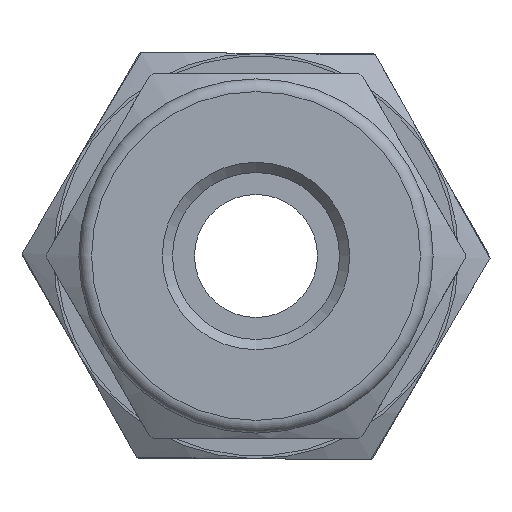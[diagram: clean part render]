
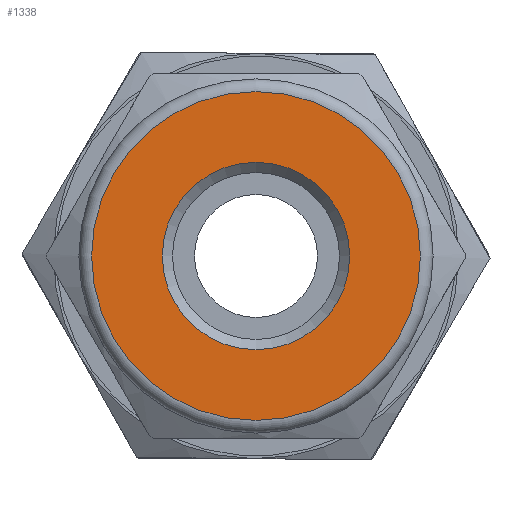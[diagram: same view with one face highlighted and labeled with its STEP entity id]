
A CAD part, left-side view. The second image highlights one B-rep face of the part: STEP entity #1338.
In plain terms, the highlighted planar face has unit normal (-1, 0, 0).
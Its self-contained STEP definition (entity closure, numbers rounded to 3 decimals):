
#19=FACE_BOUND('',#257,.T.);
#166=FACE_OUTER_BOUND('',#256,.T.);
#256=EDGE_LOOP('',(#1010));
#257=EDGE_LOOP('',(#1011));
#483=CIRCLE('',#1481,3.675);
#484=CIRCLE('',#1483,6.45);
#587=VERTEX_POINT('',#2203);
#588=VERTEX_POINT('',#2207);
#743=EDGE_CURVE('',#587,#587,#483,.T.);
#744=EDGE_CURVE('',#588,#588,#484,.T.);
#1010=ORIENTED_EDGE('',*,*,#744,.F.);
#1011=ORIENTED_EDGE('',*,*,#743,.T.);
#1286=PLANE('',#1482);
#1338=ADVANCED_FACE('',(#166,#19),#1286,.T.);
#1481=AXIS2_PLACEMENT_3D('',#2205,#1752,#1753);
#1482=AXIS2_PLACEMENT_3D('',#2206,#1754,#1755);
#1483=AXIS2_PLACEMENT_3D('',#2208,#1756,#1757);
#1752=DIRECTION('center_axis',(1.,0.,0.));
#1753=DIRECTION('ref_axis',(0.,0.,-1.));
#1754=DIRECTION('center_axis',(-1.,0.,0.));
#1755=DIRECTION('ref_axis',(0.,0.,1.));
#1756=DIRECTION('center_axis',(1.,0.,0.));
#1757=DIRECTION('ref_axis',(0.,0.,-1.));
#2203=CARTESIAN_POINT('',(1.861,-3.675,0.));
#2205=CARTESIAN_POINT('Origin',(1.861,0.,
0.));
#2206=CARTESIAN_POINT('Origin',(1.861,6.45,0.));
#2207=CARTESIAN_POINT('',(1.861,0.,6.45));
#2208=CARTESIAN_POINT('Origin',(1.861,0.,
0.));
